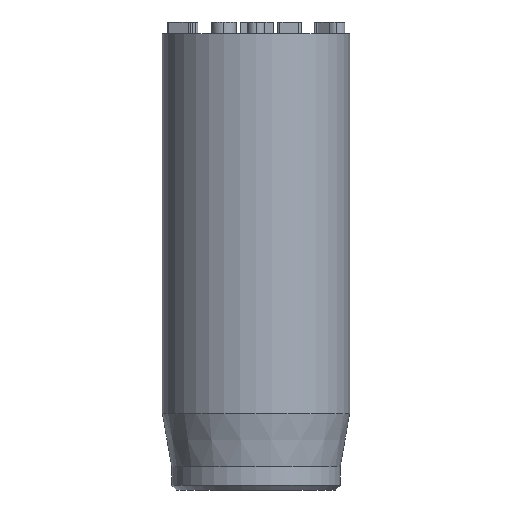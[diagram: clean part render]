
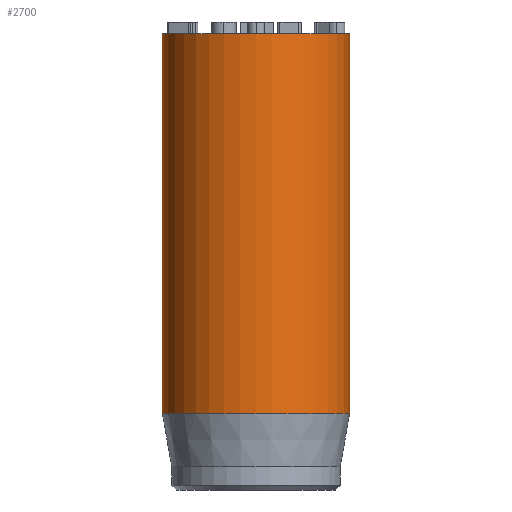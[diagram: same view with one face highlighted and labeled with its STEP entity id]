
A CAD part, front view. The second image highlights one B-rep face of the part: STEP entity #2700.
In plain terms, the highlighted cylindrical face has radius 4 mm (diameter 8 mm), a full revolution.
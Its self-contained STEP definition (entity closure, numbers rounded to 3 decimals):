
#44=CYLINDRICAL_SURFACE('',#2870,4.);
#62=CIRCLE('',#2868,4.);
#63=CIRCLE('',#2869,4.);
#64=CIRCLE('',#2871,4.);
#235=FACE_OUTER_BOUND('',#388,.T.);
#388=EDGE_LOOP('',(#2160,#2161,#2162,#2163,#2164));
#591=LINE('',#4591,#805);
#805=VECTOR('',#3175,4.);
#1216=VERTEX_POINT('',#4583);
#1217=VERTEX_POINT('',#4584);
#1218=VERTEX_POINT('',#4589);
#1571=EDGE_CURVE('',#1216,#1217,#62,.T.);
#1572=EDGE_CURVE('',#1217,#1216,#63,.T.);
#1574=EDGE_CURVE('',#1218,#1218,#64,.T.);
#1575=EDGE_CURVE('',#1218,#1216,#591,.T.);
#2160=ORIENTED_EDGE('',*,*,#1574,.T.);
#2161=ORIENTED_EDGE('',*,*,#1575,.T.);
#2162=ORIENTED_EDGE('',*,*,#1571,.T.);
#2163=ORIENTED_EDGE('',*,*,#1572,.T.);
#2164=ORIENTED_EDGE('',*,*,#1575,.F.);
#2700=ADVANCED_FACE('',(#235),#44,.T.);
#2868=AXIS2_PLACEMENT_3D('',#4585,#3166,#3167);
#2869=AXIS2_PLACEMENT_3D('',#4586,#3168,#3169);
#2870=AXIS2_PLACEMENT_3D('',#4588,#3171,#3172);
#2871=AXIS2_PLACEMENT_3D('',#4590,#3173,#3174);
#3166=DIRECTION('center_axis',(0.,0.,1.));
#3167=DIRECTION('ref_axis',(-1.,0.,0.));
#3168=DIRECTION('center_axis',(0.,0.,1.));
#3169=DIRECTION('ref_axis',(-1.,0.,0.));
#3171=DIRECTION('center_axis',(0.,0.,1.));
#3172=DIRECTION('ref_axis',(-1.,0.,0.));
#3173=DIRECTION('center_axis',(0.,0.,-1.));
#3174=DIRECTION('ref_axis',(-1.,0.,0.));
#3175=DIRECTION('',(0.,0.,-1.));
#4583=CARTESIAN_POINT('',(4.,0.,3.269));
#4584=CARTESIAN_POINT('',(-4.,0.,3.269));
#4585=CARTESIAN_POINT('Origin',(0.,0.,3.269));
#4586=CARTESIAN_POINT('Origin',(0.,0.,3.269));
#4588=CARTESIAN_POINT('Origin',(0.,0.,0.));
#4589=CARTESIAN_POINT('',(4.,0.,19.5));
#4590=CARTESIAN_POINT('Origin',(0.,0.,19.5));
#4591=CARTESIAN_POINT('',(4.,0.,0.));
